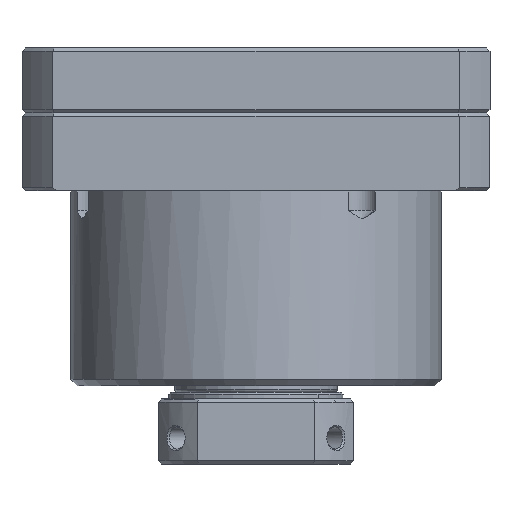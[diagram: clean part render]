
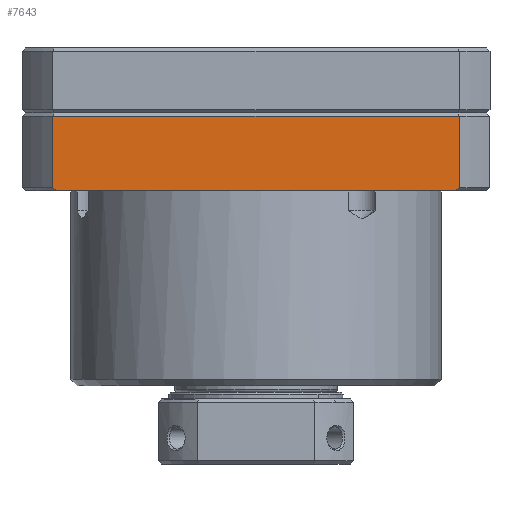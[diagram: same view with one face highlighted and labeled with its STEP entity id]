
A CAD part, front view. The second image highlights one B-rep face of the part: STEP entity #7643.
In plain terms, the highlighted planar face has unit normal (0, -1, 0).
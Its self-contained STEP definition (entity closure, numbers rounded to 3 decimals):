
#395 = ORIENTED_EDGE ( 'NONE', *, *, #9406, .T. ) ;
#524 = LINE ( 'NONE', #5786, #10549 ) ;
#527 = LINE ( 'NONE', #8989, #8029 ) ;
#796 = CARTESIAN_POINT ( 'NONE',  ( -36., -29.5, -11.9 ) ) ;
#1159 = CARTESIAN_POINT ( 'NONE',  ( -31.285, -29.5, -0.5 ) ) ;
#1490 = CARTESIAN_POINT ( 'NONE',  ( -31.285, -29.5, -11.5 ) ) ;
#1734 = ORIENTED_EDGE ( 'NONE', *, *, #9931, .T. ) ;
#2531 = CARTESIAN_POINT ( 'NONE',  ( -30.917, -29.5, -11.767 ) ) ;
#2726 = VERTEX_POINT ( 'NONE', #10746 ) ;
#2947 = CARTESIAN_POINT ( 'NONE',  ( 30.917, -29.5, -11.767 ) ) ;
#3205 = VERTEX_POINT ( 'NONE', #11988 ) ;
#3505 = LINE ( 'NONE', #10018, #8324 ) ;
#3964 = CARTESIAN_POINT ( 'NONE',  ( 31.101, -29.5, -11.634 ) ) ;
#4066 = DIRECTION ( 'NONE',  ( -1., 0., 0. ) ) ;
#4292 = B_SPLINE_CURVE_WITH_KNOTS ( 'NONE', 3,
 ( #1490, #7395, #2531, #9302 ),
 .UNSPECIFIED., .F., .F.,
 ( 4, 4 ),
 ( 0., 0.001 ),
 .UNSPECIFIED. ) ;
#4479 = VECTOR ( 'NONE', #8580, 1000. ) ;
#5717 = DIRECTION ( 'NONE',  ( 0., -1., 0. ) ) ;
#5767 = CARTESIAN_POINT ( 'NONE',  ( 30.733, -29.5, -11.9 ) ) ;
#5786 = CARTESIAN_POINT ( 'NONE',  ( 31.285, -29.5, 29.63 ) ) ;
#6180 = VERTEX_POINT ( 'NONE', #1159 ) ;
#6662 = CARTESIAN_POINT ( 'NONE',  ( -36., -29.5, -42. ) ) ;
#6988 = LINE ( 'NONE', #796, #4479 ) ;
#7395 = CARTESIAN_POINT ( 'NONE',  ( -31.101, -29.5, -11.634 ) ) ;
#7643 = ADVANCED_FACE ( 'NONE', ( #12217 ), #10470, .T. ) ;
#7797 = EDGE_LOOP ( 'NONE', ( #395, #11335, #10225, #9444, #1734, #7947 ) ) ;
#7947 = ORIENTED_EDGE ( 'NONE', *, *, #10486, .F. ) ;
#8029 = VECTOR ( 'NONE', #4066, 1000. ) ;
#8162 = VERTEX_POINT ( 'NONE', #5767 ) ;
#8324 = VECTOR ( 'NONE', #9014, 1000. ) ;
#8580 = DIRECTION ( 'NONE',  ( 1., 0., 0. ) ) ;
#8940 = EDGE_CURVE ( 'NONE', #2726, #3205, #524, .T. ) ;
#8989 = CARTESIAN_POINT ( 'NONE',  ( -36., -29.5, -0.5 ) ) ;
#9014 = DIRECTION ( 'NONE',  ( 0., 0., 1. ) ) ;
#9302 = CARTESIAN_POINT ( 'NONE',  ( -30.733, -29.5, -11.9 ) ) ;
#9343 = VERTEX_POINT ( 'NONE', #12029 ) ;
#9406 = EDGE_CURVE ( 'NONE', #9343, #11041, #4292, .T. ) ;
#9444 = ORIENTED_EDGE ( 'NONE', *, *, #8940, .F. ) ;
#9693 = EDGE_CURVE ( 'NONE', #11041, #8162, #6988, .T. ) ;
#9777 = EDGE_CURVE ( 'NONE', #8162, #3205, #12236, .T. ) ;
#9931 = EDGE_CURVE ( 'NONE', #2726, #6180, #527, .T. ) ;
#10018 = CARTESIAN_POINT ( 'NONE',  ( -31.285, -29.5, 29.63 ) ) ;
#10225 = ORIENTED_EDGE ( 'NONE', *, *, #9777, .T. ) ;
#10470 = PLANE ( 'NONE',  #11943 ) ;
#10486 = EDGE_CURVE ( 'NONE', #9343, #6180, #3505, .T. ) ;
#10549 = VECTOR ( 'NONE', #12428, 1000. ) ;
#10645 = CARTESIAN_POINT ( 'NONE',  ( 31.285, -29.5, -11.5 ) ) ;
#10746 = CARTESIAN_POINT ( 'NONE',  ( 31.285, -29.5, -0.5 ) ) ;
#11041 = VERTEX_POINT ( 'NONE', #12160 ) ;
#11335 = ORIENTED_EDGE ( 'NONE', *, *, #9693, .T. ) ;
#11550 = CARTESIAN_POINT ( 'NONE',  ( 30.733, -29.5, -11.9 ) ) ;
#11943 = AXIS2_PLACEMENT_3D ( 'NONE', #6662, #5717, #12388 ) ;
#11988 = CARTESIAN_POINT ( 'NONE',  ( 31.285, -29.5, -11.5 ) ) ;
#12029 = CARTESIAN_POINT ( 'NONE',  ( -31.285, -29.5, -11.5 ) ) ;
#12160 = CARTESIAN_POINT ( 'NONE',  ( -30.733, -29.5, -11.9 ) ) ;
#12217 = FACE_OUTER_BOUND ( 'NONE', #7797, .T. ) ;
#12236 = B_SPLINE_CURVE_WITH_KNOTS ( 'NONE', 3,
 ( #11550, #2947, #3964, #10645 ),
 .UNSPECIFIED., .F., .F.,
 ( 4, 4 ),
 ( 0., 0.001 ),
 .UNSPECIFIED. ) ;
#12388 = DIRECTION ( 'NONE',  ( 0., 0., -1. ) ) ;
#12428 = DIRECTION ( 'NONE',  ( 0., 0., -1. ) ) ;
